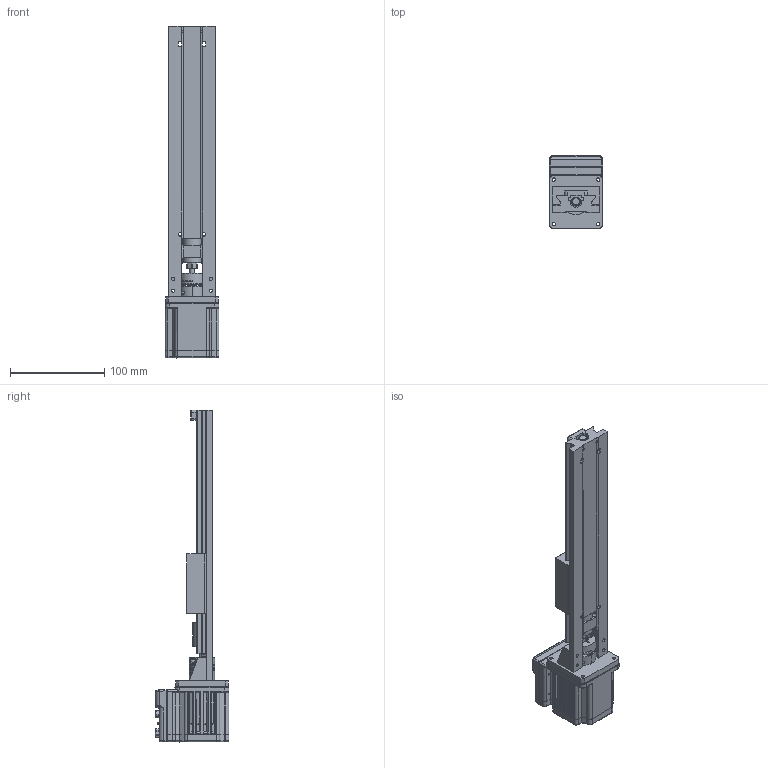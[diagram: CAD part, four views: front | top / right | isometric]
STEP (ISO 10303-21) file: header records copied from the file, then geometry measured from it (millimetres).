
FILE_DESCRIPTION (( 'STEP AP214' ), '1' );
FILE_NAME ('SM23165+WGS06_Stroke150.STEP', '2022-03-01T09:05:21', ( '' ), ( '' ), 'SwSTEP 2.0', 'SolidWorks 2020', '' );
FILE_SCHEMA (( 'AUTOMOTIVE_DESIGN' ));
Length unit declared in the file: millimetre
Products named in the file (1): SM23165+WGS06_Stroke150
Bounding box: 57.15 x 78.18 x 351.84 mm (x, y, z)
Surface area: 107530.1 mm2 (no closed solid volume)
Topology: 0 solids, 26 shells, 1030 faces, 3187 edges, 2087 vertices
Faces by surface type: cylinder 441, plane 343, bspline 191, cone 51, torus 4
Full cylindrical faces by diameter (mm): 1.016 x5, 1.27 x15, 1.778 x4, 2.159 x4, 2.845 x2, 3.048 x2, 3.556 x2, 4.572 x4, 7.62 x1
Entity records: 64718 total; most frequent: CARTESIAN_POINT 28636, ORIENTED_EDGE 5222, DIRECTION 4350, EDGE_CURVE 3058, VERTEX_POINT 2059, AXIS2_PLACEMENT_3D 1527, LINE 1296, VECTOR 1296
